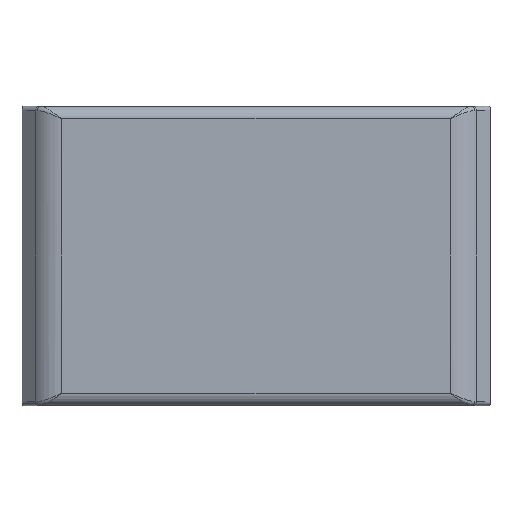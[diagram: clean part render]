
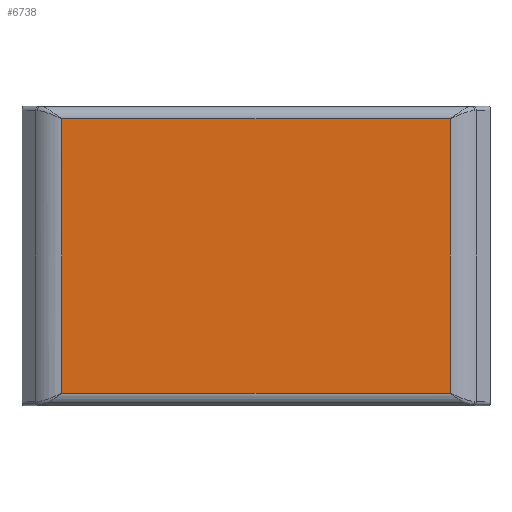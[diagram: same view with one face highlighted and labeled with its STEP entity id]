
A CAD part, front view. The second image highlights one B-rep face of the part: STEP entity #6738.
In plain terms, the highlighted planar face has unit normal (0, -1, 0).
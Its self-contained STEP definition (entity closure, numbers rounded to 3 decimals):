
#2695=DIRECTION('',(0.,0.,1.));
#2696=VECTOR('',#2695,67.477);
#2697=CARTESIAN_POINT('',(47.772,-6.5,-33.738));
#2698=LINE('',#2697,#2696);
#2777=DIRECTION('',(1.,0.,0.));
#2778=VECTOR('',#2777,95.544);
#2779=CARTESIAN_POINT('',(-47.772,-6.5,-33.738));
#2780=LINE('',#2779,#2778);
#2851=DIRECTION('',(0.,0.,-1.));
#2852=VECTOR('',#2851,67.477);
#2853=CARTESIAN_POINT('',(-47.772,-6.5,33.738));
#2854=LINE('',#2853,#2852);
#3094=DIRECTION('',(-1.,0.,0.));
#3095=VECTOR('',#3094,95.544);
#3096=CARTESIAN_POINT('',(47.772,-6.5,33.738));
#3097=LINE('',#3096,#3095);
#4841=CARTESIAN_POINT('',(47.772,-6.5,-33.738));
#4842=CARTESIAN_POINT('',(47.772,-6.5,33.738));
#4843=VERTEX_POINT('',#4841);
#4844=VERTEX_POINT('',#4842);
#4847=CARTESIAN_POINT('',(-47.772,-6.5,-33.738));
#4848=VERTEX_POINT('',#4847);
#4849=CARTESIAN_POINT('',(-47.772,-6.5,33.738));
#4850=VERTEX_POINT('',#4849);
#6724=CARTESIAN_POINT('',(-51.5,-6.5,36.8));
#6725=DIRECTION('',(0.,1.,0.));
#6726=DIRECTION('',(0.,0.,1.));
#6727=AXIS2_PLACEMENT_3D('',#6724,#6725,#6726);
#6728=PLANE('',#6727);
#6729=ORIENTED_EDGE('',*,*,#6710,.F.);
#6731=ORIENTED_EDGE('',*,*,#6730,.F.);
#6733=ORIENTED_EDGE('',*,*,#6732,.F.);
#6735=ORIENTED_EDGE('',*,*,#6734,.F.);
#6736=EDGE_LOOP('',(#6729,#6731,#6733,#6735));
#6737=FACE_OUTER_BOUND('',#6736,.F.);
#6710=EDGE_CURVE('',#4843,#4844,#2698,.T.);
#6730=EDGE_CURVE('',#4848,#4843,#2780,.T.);
#6732=EDGE_CURVE('',#4850,#4848,#2854,.T.);
#6734=EDGE_CURVE('',#4844,#4850,#3097,.T.);
#6738=ADVANCED_FACE('',(#6737),#6728,.F.);
